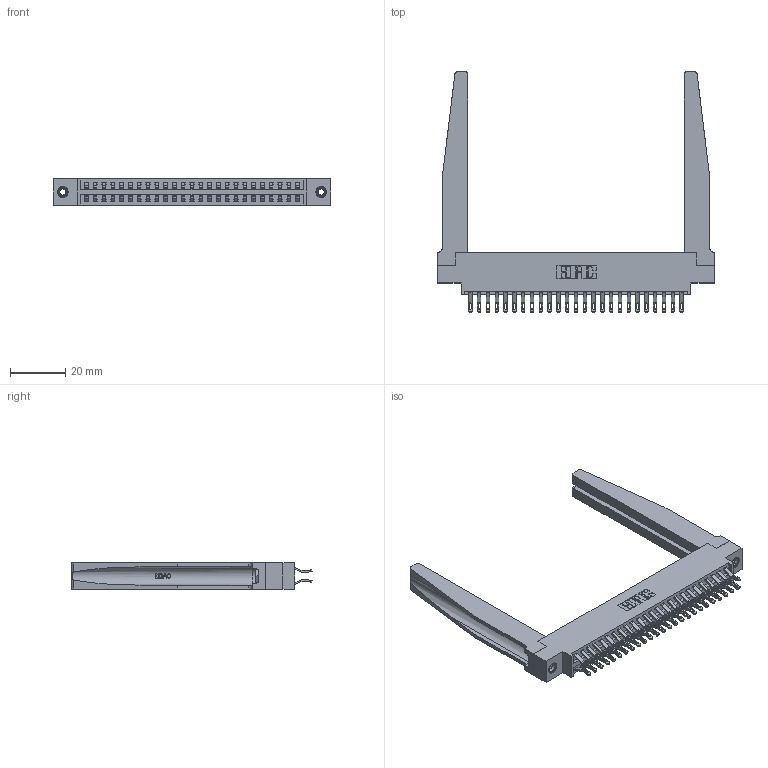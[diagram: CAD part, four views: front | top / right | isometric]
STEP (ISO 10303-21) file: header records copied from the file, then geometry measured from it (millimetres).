
FILE_DESCRIPTION (( 'STEP AP203' ), '1' );
FILE_NAME ('346-050-555-878.STEP', '2022-05-20T23:42:41', ( '' ), ( '' ), 'SwSTEP 2.0', 'SolidWorks 2020', '' );
FILE_SCHEMA (( 'CONFIG_CONTROL_DESIGN' ));
Length unit declared in the file: inch
Products named in the file (5): 345-250-001_345-250-001-102; 346 Part_0.170 Offset - 0.156 Dia-TH; 346-050-555-878; 345-292-001_555 Tail; 346-220-078_345-220-078
Assembly tree (55 placements, depth 2):
  346-050-555-878
    346 Part_0.170 Offset - 0.156 Dia-TH
    345-292-001_555 Tail  x50
    346-220-078_345-220-078  x2
    345-250-001_345-250-001-102  x2
Bounding box: 99.95 x 86.74 x 9.4 mm (x, y, z)
Volume: 16495.4 mm3; surface area: 20178.8 mm2
Topology: 55 solids, 55 shells, 3274 faces, 10135 edges, 6746 vertices
Faces by surface type: plane 1886, cylinder 1336, bspline 36, cone 12, torus 4
Entity records: 24226 total; most frequent: CARTESIAN_POINT 4995, ORIENTED_EDGE 3786, DIRECTION 3407, EDGE_CURVE 1893, VECTOR 1547, LINE 1547, VERTEX_POINT 1256, AXIS2_PLACEMENT_3D 930
